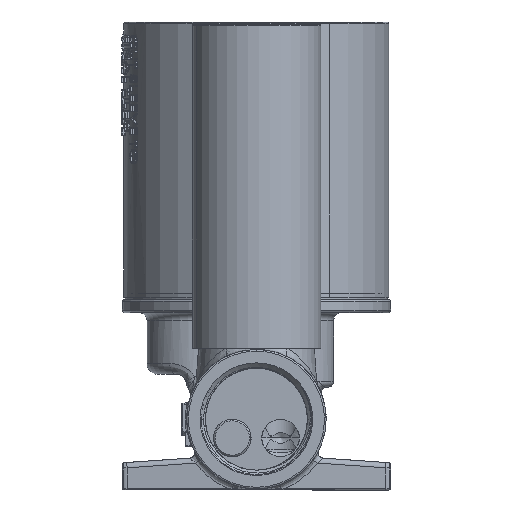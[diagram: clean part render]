
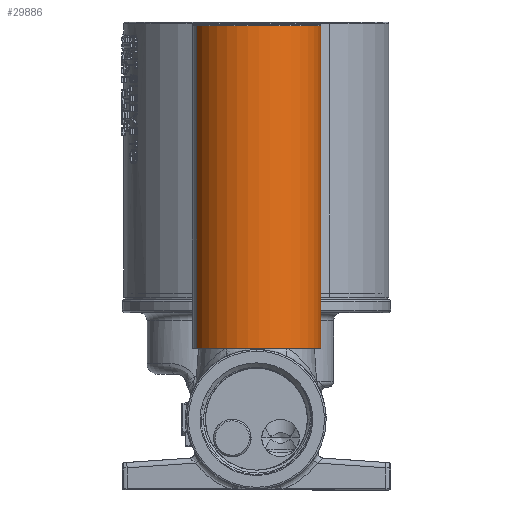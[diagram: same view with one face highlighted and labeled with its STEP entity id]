
A CAD part, left-side view. The second image highlights one B-rep face of the part: STEP entity #29886.
In plain terms, the highlighted cylindrical face has radius 12 mm (diameter 24 mm), a partial arc.
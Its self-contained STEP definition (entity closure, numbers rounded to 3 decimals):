
#4563 = VERTEX_POINT ( 'NONE', #68008 ) ;
#6437 = EDGE_CURVE ( 'NONE', #4563, #42960, #67664, .T. ) ;
#6748 = FACE_OUTER_BOUND ( 'NONE', #53555, .T. ) ;
#19355 = EDGE_CURVE ( 'NONE', #86272, #96099, #43650, .T. ) ;
#19643 = LINE ( 'NONE', #59381, #61199 ) ;
#20654 = CYLINDRICAL_SURFACE ( 'NONE', #83971, 12. ) ;
#24947 = CARTESIAN_POINT ( 'NONE',  ( -124.597, 11.085, 13.25 ) ) ;
#27316 = CARTESIAN_POINT ( 'NONE',  ( -124.597, 11.085, 73.35 ) ) ;
#29886 = ADVANCED_FACE ( 'NONE', ( #6748 ), #20654, .T. ) ;
#31869 = VECTOR ( 'NONE', #68801, 1000. ) ;
#37072 = DIRECTION ( 'NONE',  ( 0.383, -0.924, 0. ) ) ;
#39815 = ORIENTED_EDGE ( 'NONE', *, *, #54114, .T. ) ;
#39816 = CARTESIAN_POINT ( 'NONE',  ( -120., 0., 73.35 ) ) ;
#40297 = DIRECTION ( 'NONE',  ( 0.383, -0.924, 0. ) ) ;
#42960 = VERTEX_POINT ( 'NONE', #27316 ) ;
#43650 = CIRCLE ( 'NONE', #62682, 12. ) ;
#44020 = CARTESIAN_POINT ( 'NONE',  ( -120., 0., 13.25 ) ) ;
#52561 = ORIENTED_EDGE ( 'NONE', *, *, #6437, .T. ) ;
#53555 = EDGE_LOOP ( 'NONE', ( #52561, #39815, #63625, #61345 ) ) ;
#54114 = EDGE_CURVE ( 'NONE', #42960, #96099, #76268, .T. ) ;
#59381 = CARTESIAN_POINT ( 'NONE',  ( -115.403, -11.085, 13.25 ) ) ;
#59627 = CARTESIAN_POINT ( 'NONE',  ( -115.403, -11.085, 13.25 ) ) ;
#60856 = CARTESIAN_POINT ( 'NONE',  ( -124.597, 11.085, 13.25 ) ) ;
#61199 = VECTOR ( 'NONE', #74309, 1000. ) ;
#61345 = ORIENTED_EDGE ( 'NONE', *, *, #86883, .F. ) ;
#62682 = AXIS2_PLACEMENT_3D ( 'NONE', #67034, #97331, #40297 ) ;
#63625 = ORIENTED_EDGE ( 'NONE', *, *, #19355, .F. ) ;
#67034 = CARTESIAN_POINT ( 'NONE',  ( -120., 0., 13.25 ) ) ;
#67664 = CIRCLE ( 'NONE', #93042, 12. ) ;
#68008 = CARTESIAN_POINT ( 'NONE',  ( -115.403, -11.085, 73.35 ) ) ;
#68801 = DIRECTION ( 'NONE',  ( 0., 0., -1. ) ) ;
#74309 = DIRECTION ( 'NONE',  ( 0., 0., -1. ) ) ;
#76268 = LINE ( 'NONE', #60856, #31869 ) ;
#83971 = AXIS2_PLACEMENT_3D ( 'NONE', #44020, #97175, #37072 ) ;
#85035 = DIRECTION ( 'NONE',  ( 0.383, -0.924, 0. ) ) ;
#86272 = VERTEX_POINT ( 'NONE', #59627 ) ;
#86883 = EDGE_CURVE ( 'NONE', #4563, #86272, #19643, .T. ) ;
#93042 = AXIS2_PLACEMENT_3D ( 'NONE', #39816, #93451, #85035 ) ;
#93451 = DIRECTION ( 'NONE',  ( 0., 0., -1. ) ) ;
#96099 = VERTEX_POINT ( 'NONE', #24947 ) ;
#97175 = DIRECTION ( 'NONE',  ( 0., 0., -1. ) ) ;
#97331 = DIRECTION ( 'NONE',  ( 0., 0., -1. ) ) ;
